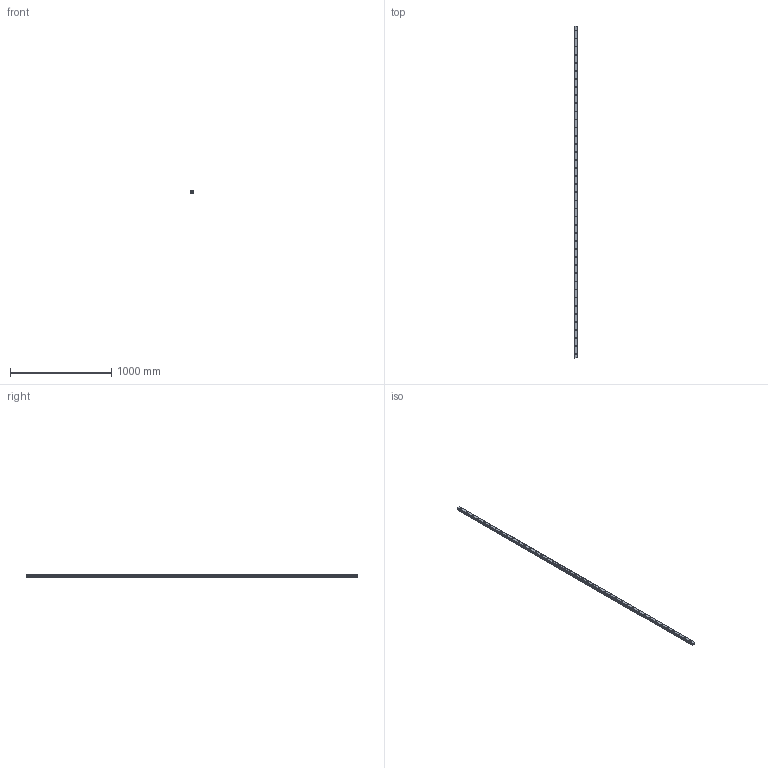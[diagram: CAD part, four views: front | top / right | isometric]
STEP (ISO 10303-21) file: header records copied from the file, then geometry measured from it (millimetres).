
FILE_DESCRIPTION(('STEP AP214'),'1');
FILE_NAME('cctmp_68BCC201-9334-469D-B7F4-DD73D7BACE9F_2021_02_17_12_24_32_0072..stp','2021-02-17T11:24:32',('HIWIN GmbH'),('CADClick - www.CADClick.com'),'Spatial InterOp 3D',' ','unknown authorization');
FILE_SCHEMA(('AUTOMOTIVE_DESIGN'));
Length unit declared in the file: millimetre
Products named in the file (1): EGR35R3280C_FILE
Bounding box: 34 x 3280 x 27.5 mm (x, y, z)
Volume: 2582733.7 mm3; surface area: 459496.7 mm2
Topology: 1 solids, 1 shells, 476 faces, 1041 edges, 694 vertices
Faces by surface type: cylinder 264, plane 212
Entity records: 17105 total; most frequent: DIRECTION 2523, CARTESIAN_POINT 2212, ORIENTED_EDGE 2082, EDGE_CURVE 1041, AXIS2_PLACEMENT_3D 1005, VERTEX_POINT 694, EDGE_LOOP 603, CIRCLE 528
